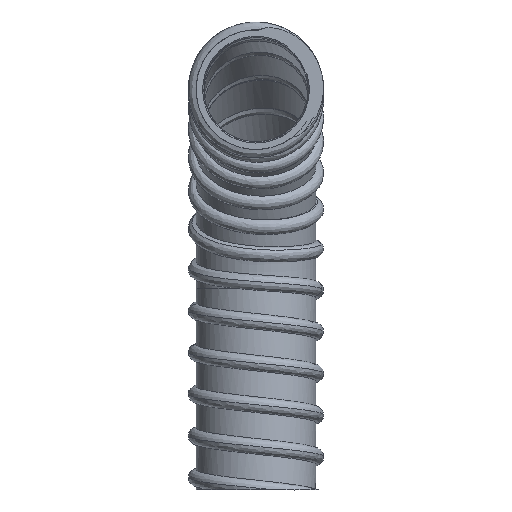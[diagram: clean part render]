
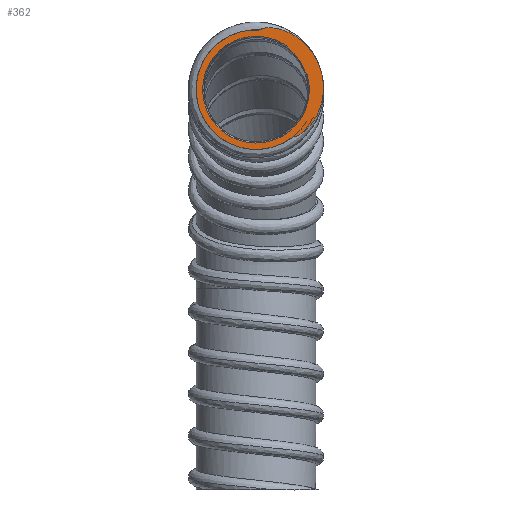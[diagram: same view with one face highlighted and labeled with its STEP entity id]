
A CAD part, front view. The second image highlights one B-rep face of the part: STEP entity #362.
In plain terms, the highlighted planar face has unit normal (0, -1, 0).
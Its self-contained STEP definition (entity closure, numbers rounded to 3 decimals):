
#13=FACE_BOUND($,#79,.T.);
#16=LINE($,#5960,#18);
#18=VECTOR($,#441,0.25);
#21=PLANE($,#394);
#57=FACE_OUTER_BOUND($,#78,.T.);
#78=EDGE_LOOP($,(#327,#328,#329));
#79=EDGE_LOOP($,(#330,#331,#332));
#90=CIRCLE($,#379,11.5);
#98=CIRCLE($,#393,10.25);
#124=B_SPLINE_CURVE_WITH_KNOTS($,3,(#5043,#5044,#5045,#5046,#5047,#5048,
#5049,#5050,#5051,#5052,#5053,#5054,#5055,#5056,#5057,#5058,#5059,#5060,
#5061,#5062,#5063,#5064,#5065,#5066,#5067,#5068),.UNSPECIFIED.,.F.,.F.,
(4,2,2,2,2,2,2,2,2,2,2,2,4),(-2.113,-2.002,-1.859,
-1.708,-1.546,-1.383,-1.22,
-1.076,-1.003,-0.974,-0.96,
-0.952,-0.948),.UNSPECIFIED.);
#126=B_SPLINE_CURVE_WITH_KNOTS($,3,(#5519,#5520,#5521,#5522,#5523,#5524,
#5525,#5526),.UNSPECIFIED.,.F.,.F.,(4,2,2,4),(-0.659,-0.644,
-0.518,-0.461),.UNSPECIFIED.);
#131=B_SPLINE_CURVE_WITH_KNOTS($,3,(#6677,#6678,#6679,#6680,#6681,#6682,
#6683,#6684,#6685,#6686,#6687,#6688,#6689,#6690,#6691),.UNSPECIFIED.,.F.,
 .F.,(4,3,2,2,2,2,4),(-0.004,0.,0.007,0.016,
0.04,0.103,0.134),.UNSPECIFIED.);
#151=VERTEX_POINT($,#1854);
#152=VERTEX_POINT($,#2075);
#165=VERTEX_POINT($,#5042);
#166=VERTEX_POINT($,#5517);
#167=VERTEX_POINT($,#5518);
#170=VERTEX_POINT($,#5959);
#191=EDGE_CURVE($,#152,#151,#90,.T.);
#210=EDGE_CURVE($,#152,#165,#124,.F.);
#212=EDGE_CURVE($,#166,#167,#126,.T.);
#218=EDGE_CURVE($,#170,#167,#16,.T.);
#222=EDGE_CURVE($,#151,#165,#131,.T.);
#226=EDGE_CURVE($,#170,#166,#98,.T.);
#327=ORIENTED_EDGE($,*,*,#222,.T.);
#328=ORIENTED_EDGE($,*,*,#210,.F.);
#329=ORIENTED_EDGE($,*,*,#191,.T.);
#330=ORIENTED_EDGE($,*,*,#226,.T.);
#331=ORIENTED_EDGE($,*,*,#212,.T.);
#332=ORIENTED_EDGE($,*,*,#218,.F.);
#362=ADVANCED_FACE($,(#57,#13),#21,.T.);
#379=AXIS2_PLACEMENT_3D($,#2076,#422,#423);
#393=AXIS2_PLACEMENT_3D($,#7919,#452,#453);
#394=AXIS2_PLACEMENT_3D($,#7920,#454,#455);
#422=DIRECTION('center_axis',(0.,-1.,0.));
#423=DIRECTION('ref_axis',(1.,0.,0.));
#441=DIRECTION($,(-0.954,0.,-0.3));
#452=DIRECTION('center_axis',(0.,1.,0.));
#453=DIRECTION('ref_axis',(1.,0.,0.));
#454=DIRECTION('center_axis',(0.,-1.,0.));
#455=DIRECTION('ref_axis',(1.,0.,0.));
#1854=CARTESIAN_POINT('',(7.325,-89.507,68.022));
#2075=CARTESIAN_POINT('',(0.925,-89.507,88.35));
#2076=CARTESIAN_POINT('Origin',(0.,-89.507,76.887));
#5042=CARTESIAN_POINT('',(8.918,-89.507,68.586));
#5043=CARTESIAN_POINT('Ctrl Pts',(8.918,-89.507,68.586));
#5044=CARTESIAN_POINT('Ctrl Pts',(9.467,-89.507,68.979));
#5045=CARTESIAN_POINT('Ctrl Pts',(10.091,-89.507,69.556));
#5046=CARTESIAN_POINT('Ctrl Pts',(11.443,-89.507,71.314));
#5047=CARTESIAN_POINT('Ctrl Pts',(12.069,-89.507,72.509));
#5048=CARTESIAN_POINT('Ctrl Pts',(12.896,-89.507,75.29));
#5049=CARTESIAN_POINT('Ctrl Pts',(13.037,-89.507,76.786));
#5050=CARTESIAN_POINT('Ctrl Pts',(12.766,-89.507,79.827));
#5051=CARTESIAN_POINT('Ctrl Pts',(12.317,-89.507,81.348));
#5052=CARTESIAN_POINT('Ctrl Pts',(10.873,-89.507,84.122));
#5053=CARTESIAN_POINT('Ctrl Pts',(9.884,-89.507,85.352));
#5054=CARTESIAN_POINT('Ctrl Pts',(7.508,-89.507,87.334));
#5055=CARTESIAN_POINT('Ctrl Pts',(6.214,-89.507,88.008));
#5056=CARTESIAN_POINT('Ctrl Pts',(3.844,-89.507,88.743));
#5057=CARTESIAN_POINT('Ctrl Pts',(2.871,-89.507,88.831));
#5058=CARTESIAN_POINT('Ctrl Pts',(1.805,-89.507,88.772));
#5059=CARTESIAN_POINT('Ctrl Pts',(1.512,-89.507,88.72));
#5060=CARTESIAN_POINT('Ctrl Pts',(1.218,-89.507,88.62));
#5061=CARTESIAN_POINT('Ctrl Pts',(1.127,-89.507,88.581));
#5062=CARTESIAN_POINT('Ctrl Pts',(1.022,-89.507,88.509));
#5063=CARTESIAN_POINT('Ctrl Pts',(0.991,-89.507,88.482));
#5064=CARTESIAN_POINT('Ctrl Pts',(0.952,-89.507,88.432));
#5065=CARTESIAN_POINT('Ctrl Pts',(0.94,-89.507,88.41));
#5066=CARTESIAN_POINT('Ctrl Pts',(0.928,-89.507,88.375));
#5067=CARTESIAN_POINT('Ctrl Pts',(0.926,-89.507,88.362));
#5068=CARTESIAN_POINT('Ctrl Pts',(0.925,-89.507,88.35));
#5517=CARTESIAN_POINT('',(5.873,-89.507,85.288));
#5518=CARTESIAN_POINT('',(9.538,-89.507,79.89));
#5519=CARTESIAN_POINT('Ctrl Pts',(5.873,-89.507,85.288));
#5520=CARTESIAN_POINT('Ctrl Pts',(6.007,-89.507,85.177));
#5521=CARTESIAN_POINT('Ctrl Pts',(6.141,-89.507,85.061));
#5522=CARTESIAN_POINT('Ctrl Pts',(7.326,-89.507,83.989));
#5523=CARTESIAN_POINT('Ctrl Pts',(8.186,-89.507,82.878));
#5524=CARTESIAN_POINT('Ctrl Pts',(9.111,-89.507,81.073));
#5525=CARTESIAN_POINT('Ctrl Pts',(9.35,-89.507,80.488));
#5526=CARTESIAN_POINT('Ctrl Pts',(9.538,-89.507,79.89));
#5959=CARTESIAN_POINT('',(9.777,-89.507,79.965));
#5960=CARTESIAN_POINT($,(-5.527,-89.507,75.147));
#6677=CARTESIAN_POINT('Ctrl Pts',(7.325,-89.507,68.022));
#6678=CARTESIAN_POINT('Ctrl Pts',(7.333,-89.507,68.012));
#6679=CARTESIAN_POINT('Ctrl Pts',(7.342,-89.507,68.003));
#6680=CARTESIAN_POINT('Ctrl Pts',(7.352,-89.507,67.996));
#6681=CARTESIAN_POINT('Ctrl Pts',(7.372,-89.507,67.981));
#6682=CARTESIAN_POINT('Ctrl Pts',(7.394,-89.507,67.97));
#6683=CARTESIAN_POINT('Ctrl Pts',(7.447,-89.507,67.954));
#6684=CARTESIAN_POINT('Ctrl Pts',(7.477,-89.507,67.95));
#6685=CARTESIAN_POINT('Ctrl Pts',(7.585,-89.507,67.944));
#6686=CARTESIAN_POINT('Ctrl Pts',(7.672,-89.507,67.959));
#6687=CARTESIAN_POINT('Ctrl Pts',(7.945,-89.507,68.027));
#6688=CARTESIAN_POINT('Ctrl Pts',(8.195,-89.507,68.135));
#6689=CARTESIAN_POINT('Ctrl Pts',(8.615,-89.507,68.379));
#6690=CARTESIAN_POINT('Ctrl Pts',(8.763,-89.507,68.475));
#6691=CARTESIAN_POINT('Ctrl Pts',(8.918,-89.507,68.586));
#7919=CARTESIAN_POINT('Origin',(0.,-89.507,76.887));
#7920=CARTESIAN_POINT('Origin',(0.,-89.507,
76.887));
